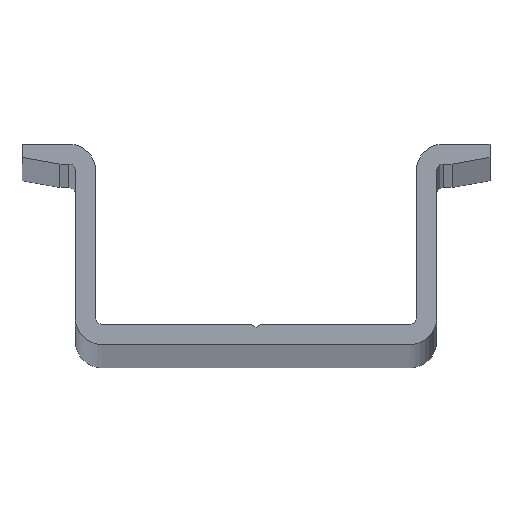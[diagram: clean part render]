
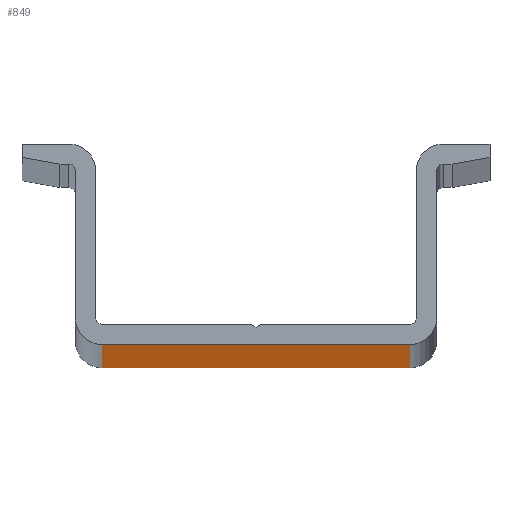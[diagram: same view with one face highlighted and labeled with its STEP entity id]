
A CAD part, top view. The second image highlights one B-rep face of the part: STEP entity #849.
In plain terms, the highlighted planar face has unit normal (0, -1, 0).
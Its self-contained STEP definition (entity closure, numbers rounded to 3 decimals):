
#35 = CARTESIAN_POINT ( 'NONE',  ( 25., 0., 0. ) ) ;
#55 = ORIENTED_EDGE ( 'NONE', *, *, #787, .F. ) ;
#76 = VECTOR ( 'NONE', #566, 1000. ) ;
#141 = DIRECTION ( 'NONE',  ( 0., 1., 0. ) ) ;
#153 = EDGE_CURVE ( 'NONE', #823, #460, #689, .T. ) ;
#175 = ORIENTED_EDGE ( 'NONE', *, *, #906, .T. ) ;
#184 = CARTESIAN_POINT ( 'NONE',  ( 2., 0., 0. ) ) ;
#190 = CARTESIAN_POINT ( 'NONE',  ( 0., 0., 0. ) ) ;
#207 = CARTESIAN_POINT ( 'NONE',  ( 2., 0., 0. ) ) ;
#272 = EDGE_CURVE ( 'NONE', #823, #832, #841, .T. ) ;
#322 = DIRECTION ( 'NONE',  ( 1., 0., 0. ) ) ;
#329 = CARTESIAN_POINT ( 'NONE',  ( 0., 0., 0. ) ) ;
#338 = DIRECTION ( 'NONE',  ( 1., 0., 0. ) ) ;
#418 = LINE ( 'NONE', #699, #944 ) ;
#432 = AXIS2_PLACEMENT_3D ( 'NONE', #190, #141, #776 ) ;
#460 = VERTEX_POINT ( 'NONE', #35 ) ;
#473 = VECTOR ( 'NONE', #322, 1000. ) ;
#489 = LINE ( 'NONE', #783, #76 ) ;
#533 = VERTEX_POINT ( 'NONE', #690 ) ;
#566 = DIRECTION ( 'NONE',  ( 0., 0., 1. ) ) ;
#581 = PLANE ( 'NONE',  #432 ) ;
#663 = VECTOR ( 'NONE', #737, 1000. ) ;
#689 = LINE ( 'NONE', #329, #473 ) ;
#690 = CARTESIAN_POINT ( 'NONE',  ( 25., 0., 1000. ) ) ;
#699 = CARTESIAN_POINT ( 'NONE',  ( 0., 0., 1000. ) ) ;
#705 = CARTESIAN_POINT ( 'NONE',  ( 2., 0., 1000. ) ) ;
#731 = ORIENTED_EDGE ( 'NONE', *, *, #153, .T. ) ;
#737 = DIRECTION ( 'NONE',  ( 0., 0., 1. ) ) ;
#776 = DIRECTION ( 'NONE',  ( 0., 0., -1. ) ) ;
#783 = CARTESIAN_POINT ( 'NONE',  ( 25., 0., 0. ) ) ;
#787 = EDGE_CURVE ( 'NONE', #832, #533, #418, .T. ) ;
#823 = VERTEX_POINT ( 'NONE', #207 ) ;
#832 = VERTEX_POINT ( 'NONE', #705 ) ;
#841 = LINE ( 'NONE', #184, #663 ) ;
#849 = ADVANCED_FACE ( 'NONE', ( #865 ), #581, .F. ) ;
#865 = FACE_OUTER_BOUND ( 'NONE', #902, .T. ) ;
#885 = ORIENTED_EDGE ( 'NONE', *, *, #272, .F. ) ;
#902 = EDGE_LOOP ( 'NONE', ( #175, #55, #885, #731 ) ) ;
#906 = EDGE_CURVE ( 'NONE', #460, #533, #489, .T. ) ;
#944 = VECTOR ( 'NONE', #338, 1000. ) ;
